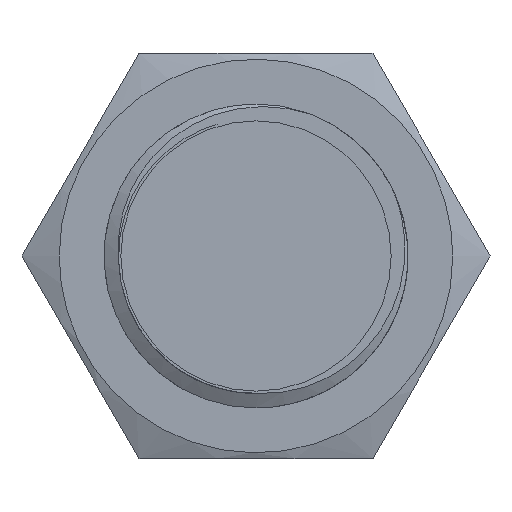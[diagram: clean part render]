
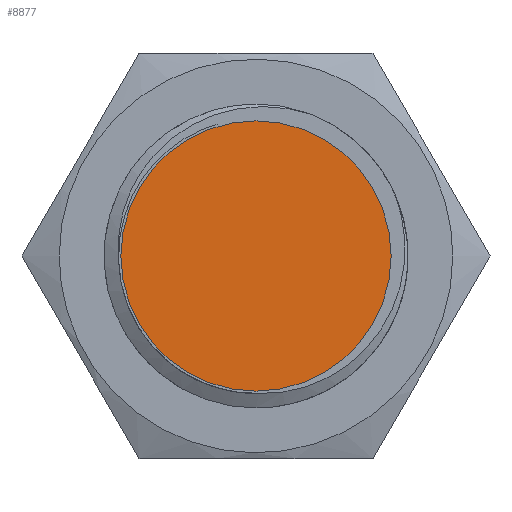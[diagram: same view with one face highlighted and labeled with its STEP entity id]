
A CAD part, left-side view. The second image highlights one B-rep face of the part: STEP entity #8877.
In plain terms, the highlighted planar face has unit normal (-1, 0, 0).
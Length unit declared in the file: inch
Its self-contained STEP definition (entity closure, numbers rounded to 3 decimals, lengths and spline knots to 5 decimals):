
#147 = ORIENTED_EDGE ( 'NONE', *, *, #1039, .F. ) ;
#291 = ORIENTED_EDGE ( 'NONE', *, *, #7932, .F. ) ;
#850 = CARTESIAN_POINT ( 'NONE',  ( 28.35164, 0., 0.4963 ) ) ;
#1039 = EDGE_CURVE ( 'NONE', #1421, #11715, #1109, .T. ) ;
#1109 = CIRCLE ( 'NONE', #5034, 0.31496 ) ;
#1219 = CARTESIAN_POINT ( 'NONE',  ( 28.35164, 0., 0.18134 ) ) ;
#1421 = VERTEX_POINT ( 'NONE', #3801 ) ;
#1770 = AXIS2_PLACEMENT_3D ( 'NONE', #7975, #6870, #3957 ) ;
#3801 = CARTESIAN_POINT ( 'NONE',  ( 28.35164, 0., -0.13362 ) ) ;
#3929 = PLANE ( 'NONE',  #10875 ) ;
#3957 = DIRECTION ( 'NONE',  ( 0., 0., -1. ) ) ;
#4023 = EDGE_LOOP ( 'NONE', ( #147, #291 ) ) ;
#4467 = CIRCLE ( 'NONE', #1770, 0.31496 ) ;
#5034 = AXIS2_PLACEMENT_3D ( 'NONE', #1219, #5427, #8145 ) ;
#5427 = DIRECTION ( 'NONE',  ( 1., 0., 0. ) ) ;
#6642 = DIRECTION ( 'NONE',  ( 1., 0., 0. ) ) ;
#6870 = DIRECTION ( 'NONE',  ( 1., 0., 0. ) ) ;
#7742 = DIRECTION ( 'NONE',  ( 0., 0., -1. ) ) ;
#7932 = EDGE_CURVE ( 'NONE', #11715, #1421, #4467, .T. ) ;
#7975 = CARTESIAN_POINT ( 'NONE',  ( 28.35164, 0., 0.18134 ) ) ;
#8145 = DIRECTION ( 'NONE',  ( 0., 0., -1. ) ) ;
#8877 = ADVANCED_FACE ( 'NONE', ( #12812 ), #3929, .F. ) ;
#10875 = AXIS2_PLACEMENT_3D ( 'NONE', #11836, #6642, #7742 ) ;
#11715 = VERTEX_POINT ( 'NONE', #850 ) ;
#11836 = CARTESIAN_POINT ( 'NONE',  ( 28.35164, 0., 0.18134 ) ) ;
#12812 = FACE_OUTER_BOUND ( 'NONE', #4023, .T. ) ;
